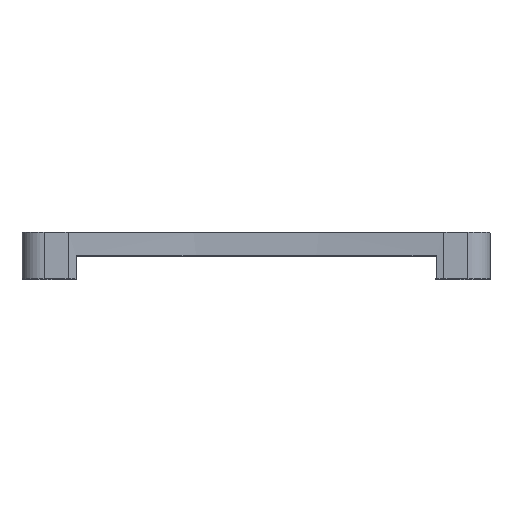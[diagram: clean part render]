
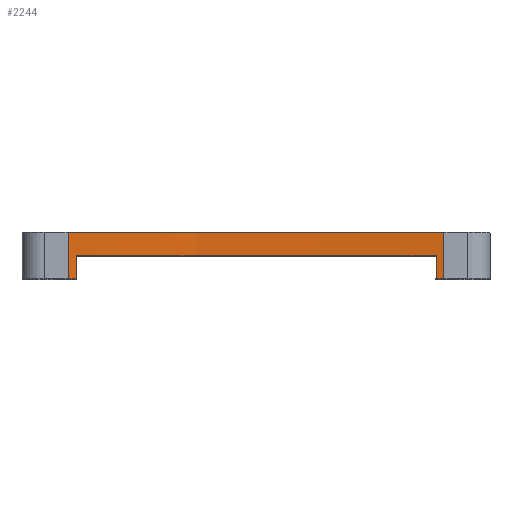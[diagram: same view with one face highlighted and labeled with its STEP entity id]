
A CAD part, top view. The second image highlights one B-rep face of the part: STEP entity #2244.
In plain terms, the highlighted cylindrical face has radius 808.468 mm (diameter 1616.94 mm), a partial arc.
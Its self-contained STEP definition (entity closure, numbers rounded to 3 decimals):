
#18 = CARTESIAN_POINT ( 'NONE',  ( -77.513, -53., 100.527 ) ) ;
#78 = EDGE_CURVE ( 'NONE', #3472, #4808, #855, .T. ) ;
#199 = LINE ( 'NONE', #1669, #3497 ) ;
#215 = EDGE_CURVE ( 'NONE', #1709, #1851, #2899, .T. ) ;
#283 = FACE_OUTER_BOUND ( 'NONE', #4165, .T. ) ;
#340 = CIRCLE ( 'NONE', #4830, 808.468 ) ;
#403 = AXIS2_PLACEMENT_3D ( 'NONE', #2264, #3804, #1135 ) ;
#427 = VECTOR ( 'NONE', #3155, 1000. ) ;
#440 = DIRECTION ( 'NONE',  ( 0., 0., -1. ) ) ;
#446 = CARTESIAN_POINT ( 'NONE',  ( -81.004, -63., 100.871 ) ) ;
#644 = ORIENTED_EDGE ( 'NONE', *, *, #3644, .T. ) ;
#855 = CIRCLE ( 'NONE', #1028, 808.468 ) ;
#927 = ORIENTED_EDGE ( 'NONE', *, *, #1302, .T. ) ;
#1028 = AXIS2_PLACEMENT_3D ( 'NONE', #1436, #3305, #1408 ) ;
#1070 = DIRECTION ( 'NONE',  ( 0., -1., 0. ) ) ;
#1135 = DIRECTION ( 'NONE',  ( 0., 0., 1. ) ) ;
#1174 = LINE ( 'NONE', #446, #427 ) ;
#1302 = EDGE_CURVE ( 'NONE', #3915, #4808, #199, .T. ) ;
#1319 = CIRCLE ( 'NONE', #4173, 808.468 ) ;
#1408 = DIRECTION ( 'NONE',  ( 0., 0., -1. ) ) ;
#1436 = CARTESIAN_POINT ( 'NONE',  ( 0., -43., 905.271 ) ) ;
#1442 = ORIENTED_EDGE ( 'NONE', *, *, #3922, .F. ) ;
#1458 = CARTESIAN_POINT ( 'NONE',  ( 77.673, -63., 100.542 ) ) ;
#1510 = LINE ( 'NONE', #2269, #2857 ) ;
#1545 = ORIENTED_EDGE ( 'NONE', *, *, #1866, .T. ) ;
#1669 = CARTESIAN_POINT ( 'NONE',  ( 81.004, -63., 100.871 ) ) ;
#1709 = VERTEX_POINT ( 'NONE', #3715 ) ;
#1742 = AXIS2_PLACEMENT_3D ( 'NONE', #2320, #1070, #3082 ) ;
#1754 = CARTESIAN_POINT ( 'NONE',  ( 0., -63., 905.271 ) ) ;
#1765 = DIRECTION ( 'NONE',  ( 0., 1., 0. ) ) ;
#1849 = CYLINDRICAL_SURFACE ( 'NONE', #403, 808.468 ) ;
#1851 = VERTEX_POINT ( 'NONE', #3414 ) ;
#1866 = EDGE_CURVE ( 'NONE', #1851, #4721, #1510, .T. ) ;
#2123 = ORIENTED_EDGE ( 'NONE', *, *, #5047, .F. ) ;
#2177 = ORIENTED_EDGE ( 'NONE', *, *, #78, .F. ) ;
#2244 = ADVANCED_FACE ( 'NONE', ( #283 ), #1849, .F. ) ;
#2264 = CARTESIAN_POINT ( 'NONE',  ( 0., -63., 905.271 ) ) ;
#2269 = CARTESIAN_POINT ( 'NONE',  ( -77.513, -63., 100.527 ) ) ;
#2320 = CARTESIAN_POINT ( 'NONE',  ( 0., -63., 905.271 ) ) ;
#2389 = CARTESIAN_POINT ( 'NONE',  ( 0., -53., 905.271 ) ) ;
#2795 = ORIENTED_EDGE ( 'NONE', *, *, #215, .T. ) ;
#2828 = DIRECTION ( 'NONE',  ( 0., 0., -1. ) ) ;
#2857 = VECTOR ( 'NONE', #4221, 1000. ) ;
#2899 = CIRCLE ( 'NONE', #1742, 808.468 ) ;
#2985 = DIRECTION ( 'NONE',  ( 0., 1., 0. ) ) ;
#3007 = LINE ( 'NONE', #1458, #3938 ) ;
#3029 = ORIENTED_EDGE ( 'NONE', *, *, #4682, .F. ) ;
#3082 = DIRECTION ( 'NONE',  ( 0., 0., -1. ) ) ;
#3155 = DIRECTION ( 'NONE',  ( 0., 1., 0. ) ) ;
#3305 = DIRECTION ( 'NONE',  ( 0., -1., 0. ) ) ;
#3414 = CARTESIAN_POINT ( 'NONE',  ( -77.513, -63., 100.527 ) ) ;
#3472 = VERTEX_POINT ( 'NONE', #4667 ) ;
#3497 = VECTOR ( 'NONE', #1765, 1000. ) ;
#3644 = EDGE_CURVE ( 'NONE', #4681, #3915, #1319, .T. ) ;
#3657 = CARTESIAN_POINT ( 'NONE',  ( 81.004, -43., 100.871 ) ) ;
#3715 = CARTESIAN_POINT ( 'NONE',  ( -81.004, -63., 100.871 ) ) ;
#3783 = CARTESIAN_POINT ( 'NONE',  ( 77.673, -53., 100.542 ) ) ;
#3804 = DIRECTION ( 'NONE',  ( 0., 1., 0. ) ) ;
#3915 = VERTEX_POINT ( 'NONE', #4222 ) ;
#3922 = EDGE_CURVE ( 'NONE', #4233, #4721, #340, .T. ) ;
#3937 = DIRECTION ( 'NONE',  ( 0., 1., 0. ) ) ;
#3938 = VECTOR ( 'NONE', #2985, 1000. ) ;
#4022 = DIRECTION ( 'NONE',  ( 0., -1., 0. ) ) ;
#4165 = EDGE_LOOP ( 'NONE', ( #644, #927, #2177, #3029, #2795, #1545, #1442, #2123 ) ) ;
#4173 = AXIS2_PLACEMENT_3D ( 'NONE', #1754, #4022, #2828 ) ;
#4221 = DIRECTION ( 'NONE',  ( 0., 1., 0. ) ) ;
#4222 = CARTESIAN_POINT ( 'NONE',  ( 81.004, -63., 100.871 ) ) ;
#4233 = VERTEX_POINT ( 'NONE', #3783 ) ;
#4667 = CARTESIAN_POINT ( 'NONE',  ( -81.004, -43., 100.871 ) ) ;
#4668 = CARTESIAN_POINT ( 'NONE',  ( 77.673, -63., 100.542 ) ) ;
#4681 = VERTEX_POINT ( 'NONE', #4668 ) ;
#4682 = EDGE_CURVE ( 'NONE', #1709, #3472, #1174, .T. ) ;
#4721 = VERTEX_POINT ( 'NONE', #18 ) ;
#4808 = VERTEX_POINT ( 'NONE', #3657 ) ;
#4830 = AXIS2_PLACEMENT_3D ( 'NONE', #2389, #3937, #440 ) ;
#5047 = EDGE_CURVE ( 'NONE', #4681, #4233, #3007, .T. ) ;
